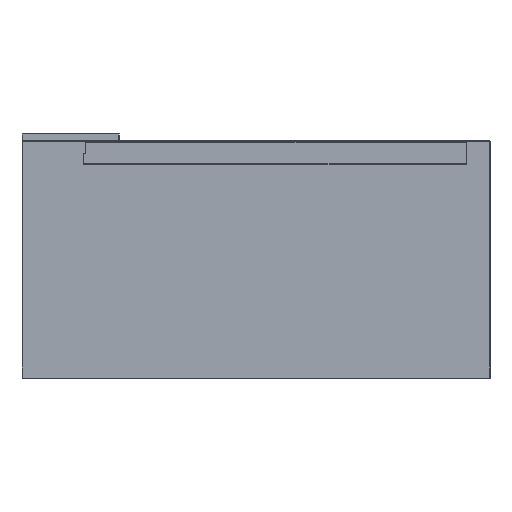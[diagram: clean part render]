
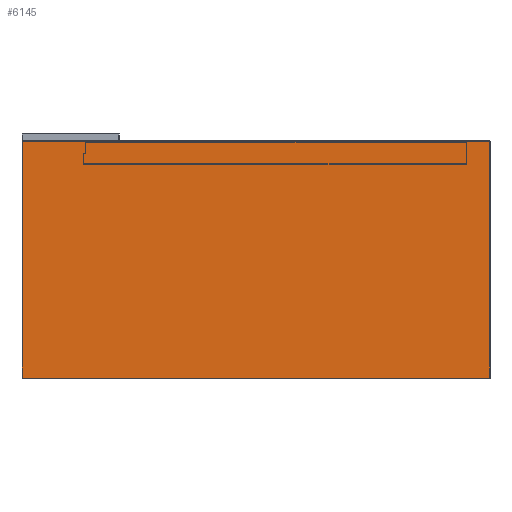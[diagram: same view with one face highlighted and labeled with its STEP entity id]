
A CAD part, left-side view. The second image highlights one B-rep face of the part: STEP entity #6145.
In plain terms, the highlighted planar face has unit normal (-1, 0, 0).
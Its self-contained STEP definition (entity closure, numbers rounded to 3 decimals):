
#345 = CARTESIAN_POINT ( 'NONE',  ( -750., 1300., -659. ) ) ;
#696 = LINE ( 'NONE', #7830, #2328 ) ;
#762 = LINE ( 'NONE', #1556, #3433 ) ;
#995 = DIRECTION ( 'NONE',  ( 0., -1., 0. ) ) ;
#1014 = CARTESIAN_POINT ( 'NONE',  ( -750., 1., -659. ) ) ;
#1079 = VECTOR ( 'NONE', #995, 1000. ) ;
#1175 = CARTESIAN_POINT ( 'NONE',  ( -750., 1299., -659. ) ) ;
#1556 = CARTESIAN_POINT ( 'NONE',  ( -750., 1299., -100. ) ) ;
#1843 = VECTOR ( 'NONE', #4527, 1000. ) ;
#2284 = VERTEX_POINT ( 'NONE', #1175 ) ;
#2328 = VECTOR ( 'NONE', #2848, 1000. ) ;
#2403 = ORIENTED_EDGE ( 'NONE', *, *, #6091, .T. ) ;
#2841 = CARTESIAN_POINT ( 'NONE',  ( -750., 1299., -1. ) ) ;
#2848 = DIRECTION ( 'NONE',  ( 0., 1., 0. ) ) ;
#2866 = VERTEX_POINT ( 'NONE', #1014 ) ;
#3051 = FACE_OUTER_BOUND ( 'NONE', #4556, .T. ) ;
#3185 = EDGE_CURVE ( 'NONE', #5565, #2284, #762, .T. ) ;
#3418 = VERTEX_POINT ( 'NONE', #6911 ) ;
#3433 = VECTOR ( 'NONE', #5815, 1000. ) ;
#3471 = AXIS2_PLACEMENT_3D ( 'NONE', #5287, #6142, #7650 ) ;
#4018 = EDGE_CURVE ( 'NONE', #3418, #5565, #696, .T. ) ;
#4440 = ORIENTED_EDGE ( 'NONE', *, *, #4018, .T. ) ;
#4527 = DIRECTION ( 'NONE',  ( 0., 0., 1. ) ) ;
#4556 = EDGE_LOOP ( 'NONE', ( #7380, #4440, #8327, #2403 ) ) ;
#5191 = LINE ( 'NONE', #345, #1079 ) ;
#5196 = CARTESIAN_POINT ( 'NONE',  ( -750., 1., 0. ) ) ;
#5287 = CARTESIAN_POINT ( 'NONE',  ( -750., 1300., -100. ) ) ;
#5565 = VERTEX_POINT ( 'NONE', #2841 ) ;
#5815 = DIRECTION ( 'NONE',  ( 0., 0., -1. ) ) ;
#6091 = EDGE_CURVE ( 'NONE', #2284, #2866, #5191, .T. ) ;
#6142 = DIRECTION ( 'NONE',  ( 1., 0., 0. ) ) ;
#6145 = ADVANCED_FACE ( 'Fl�che5', ( #3051 ), #8899, .F. ) ;
#6911 = CARTESIAN_POINT ( 'NONE',  ( -750., 1., -1. ) ) ;
#7380 = ORIENTED_EDGE ( 'NONE', *, *, #8504, .T. ) ;
#7650 = DIRECTION ( 'NONE',  ( 0., 0., -1. ) ) ;
#7830 = CARTESIAN_POINT ( 'NONE',  ( -750., 1300., -1. ) ) ;
#8192 = LINE ( 'NONE', #5196, #1843 ) ;
#8327 = ORIENTED_EDGE ( 'NONE', *, *, #3185, .T. ) ;
#8504 = EDGE_CURVE ( 'NONE', #2866, #3418, #8192, .T. ) ;
#8899 = PLANE ( 'NONE',  #3471 ) ;
